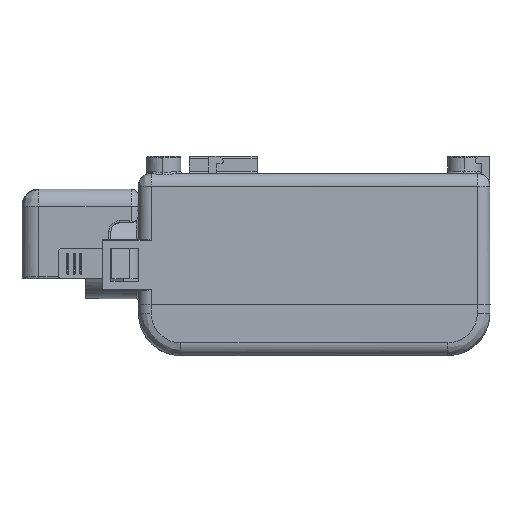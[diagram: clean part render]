
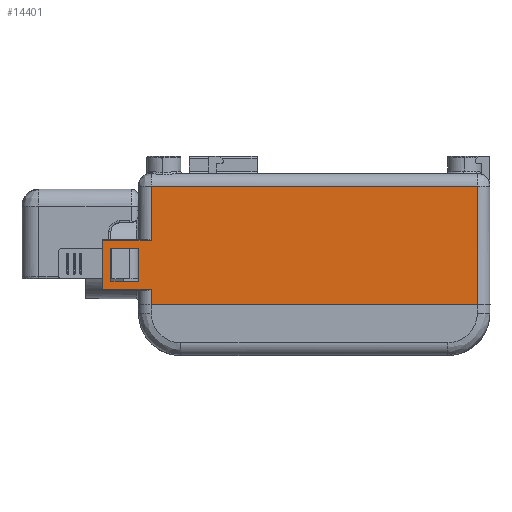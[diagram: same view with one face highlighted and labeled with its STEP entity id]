
A CAD part, left-side view. The second image highlights one B-rep face of the part: STEP entity #14401.
In plain terms, the highlighted planar face has unit normal (1, 0, 0).
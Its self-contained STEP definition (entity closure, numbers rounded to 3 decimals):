
#187 = VERTEX_POINT ( 'NONE', #19398 ) ;
#643 = CARTESIAN_POINT ( 'NONE',  ( -70.429, 39.747, 44.369 ) ) ;
#653 = CARTESIAN_POINT ( 'NONE',  ( -70.429, 42.747, 29.669 ) ) ;
#837 = CARTESIAN_POINT ( 'NONE',  ( -70.429, 6.997, 21.869 ) ) ;
#1136 = CARTESIAN_POINT ( 'NONE',  ( -70.429, 39.747, 16.369 ) ) ;
#1276 = ORIENTED_EDGE ( 'NONE', *, *, #7254, .T. ) ;
#1440 = EDGE_CURVE ( 'NONE', #26294, #23469, #17712, .T. ) ;
#1801 = CARTESIAN_POINT ( 'NONE',  ( -70.429, -37.253, 44.369 ) ) ;
#1866 = DIRECTION ( 'NONE',  ( 1., 0., 0. ) ) ;
#3381 = ORIENTED_EDGE ( 'NONE', *, *, #1440, .T. ) ;
#4072 = CARTESIAN_POINT ( 'NONE',  ( -70.429, 39.747, 35.835 ) ) ;
#4376 = VERTEX_POINT ( 'NONE', #653 ) ;
#4577 = B_SPLINE_CURVE_WITH_KNOTS ( 'NONE', 3,
 ( #6898, #24899, #11390, #6997 ),
 .UNSPECIFIED., .F., .F.,
 ( 4, 4 ),
 ( 0., 1. ),
 .UNSPECIFIED. ) ;
#4916 = CARTESIAN_POINT ( 'NONE',  ( -70.429, 49.247, 30.369 ) ) ;
#5651 = EDGE_CURVE ( 'NONE', #27848, #22589, #6123, .T. ) ;
#6123 = B_SPLINE_CURVE_WITH_KNOTS ( 'NONE', 3,
 ( #28569, #8137, #12652, #10759 ),
 .UNSPECIFIED., .F., .F.,
 ( 4, 4 ),
 ( 0., 1. ),
 .UNSPECIFIED. ) ;
#6284 = CARTESIAN_POINT ( 'NONE',  ( -70.429, -37.253, 44.369 ) ) ;
#6623 = ORIENTED_EDGE ( 'NONE', *, *, #16249, .T. ) ;
#6638 = CARTESIAN_POINT ( 'NONE',  ( -70.429, 51.247, 31.569 ) ) ;
#6681 = EDGE_LOOP ( 'NONE', ( #28084, #23841, #15278, #12681, #8470, #23280, #6623, #3381 ) ) ;
#6873 = LINE ( 'NONE', #7878, #25861 ) ;
#6898 = CARTESIAN_POINT ( 'NONE',  ( -70.429, 51.247, 31.569 ) ) ;
#6997 = CARTESIAN_POINT ( 'NONE',  ( -70.429, 39.747, 31.569 ) ) ;
#7254 = EDGE_CURVE ( 'NONE', #4376, #187, #6873, .T. ) ;
#7615 = EDGE_CURVE ( 'NONE', #17792, #11899, #4577, .T. ) ;
#7828 = LINE ( 'NONE', #4916, #23329 ) ;
#7878 = CARTESIAN_POINT ( 'NONE',  ( -70.429, 6.997, 29.669 ) ) ;
#7885 = VECTOR ( 'NONE', #22631, 1000. ) ;
#8137 = CARTESIAN_POINT ( 'NONE',  ( -70.429, 14.08, 44.369 ) ) ;
#8151 = CARTESIAN_POINT ( 'NONE',  ( -70.429, 39.747, 17.569 ) ) ;
#8382 = B_SPLINE_CURVE_WITH_KNOTS ( 'NONE', 3,
 ( #23800, #4072, #16312, #16817 ),
 .UNSPECIFIED., .F., .F.,
 ( 4, 4 ),
 ( 0., 1. ),
 .UNSPECIFIED. ) ;
#8470 = ORIENTED_EDGE ( 'NONE', *, *, #5651, .T. ) ;
#8570 = CARTESIAN_POINT ( 'NONE',  ( -70.429, 6.997, 30.369 ) ) ;
#8589 = EDGE_CURVE ( 'NONE', #24441, #17792, #20865, .T. ) ;
#8801 = EDGE_CURVE ( 'NONE', #11899, #27848, #8382, .T. ) ;
#8916 = EDGE_CURVE ( 'NONE', #9131, #4376, #19124, .T. ) ;
#9131 = VERTEX_POINT ( 'NONE', #11093 ) ;
#9450 = CARTESIAN_POINT ( 'NONE',  ( -70.429, 6.997, 16.369 ) ) ;
#9836 = DIRECTION ( 'NONE',  ( 0., 1., 0. ) ) ;
#9881 = LINE ( 'NONE', #837, #17316 ) ;
#9977 = VECTOR ( 'NONE', #22468, 1000. ) ;
#10511 = EDGE_CURVE ( 'NONE', #187, #20519, #7828, .T. ) ;
#10759 = CARTESIAN_POINT ( 'NONE',  ( -70.429, -37.253, 44.369 ) ) ;
#10770 = CARTESIAN_POINT ( 'NONE',  ( -70.429, 39.747, 19.969 ) ) ;
#10894 = DIRECTION ( 'NONE',  ( 0., 0., -1. ) ) ;
#11093 = CARTESIAN_POINT ( 'NONE',  ( -70.429, 42.747, 21.869 ) ) ;
#11390 = CARTESIAN_POINT ( 'NONE',  ( -70.429, 43.58, 31.569 ) ) ;
#11899 = VERTEX_POINT ( 'NONE', #20518 ) ;
#12652 = CARTESIAN_POINT ( 'NONE',  ( -70.429, -11.587, 44.369 ) ) ;
#12681 = ORIENTED_EDGE ( 'NONE', *, *, #8801, .T. ) ;
#13290 = B_SPLINE_CURVE_WITH_KNOTS ( 'NONE', 3,
 ( #1801, #15496, #17627, #22277 ),
 .UNSPECIFIED., .F., .F.,
 ( 4, 4 ),
 ( 0., 1. ),
 .UNSPECIFIED. ) ;
#14124 = DIRECTION ( 'NONE',  ( 0., -1., 0. ) ) ;
#14314 = CARTESIAN_POINT ( 'NONE',  ( -70.429, -37.253, 16.369 ) ) ;
#14401 = ADVANCED_FACE ( 'NONE', ( #27199, #16661 ), #15267, .T. ) ;
#14432 = AXIS2_PLACEMENT_3D ( 'NONE', #8570, #1866, #10894 ) ;
#14629 = CARTESIAN_POINT ( 'NONE',  ( -70.429, 39.747, 19.969 ) ) ;
#15267 = PLANE ( 'NONE',  #14432 ) ;
#15278 = ORIENTED_EDGE ( 'NONE', *, *, #7615, .T. ) ;
#15496 = CARTESIAN_POINT ( 'NONE',  ( -70.429, -37.253, 35.035 ) ) ;
#15922 = CARTESIAN_POINT ( 'NONE',  ( -70.429, 39.747, 19.969 ) ) ;
#16204 = CARTESIAN_POINT ( 'NONE',  ( -70.429, 51.247, 19.969 ) ) ;
#16249 = EDGE_CURVE ( 'NONE', #24519, #26294, #18332, .T. ) ;
#16312 = CARTESIAN_POINT ( 'NONE',  ( -70.429, 39.747, 40.102 ) ) ;
#16661 = FACE_OUTER_BOUND ( 'NONE', #6681, .T. ) ;
#16802 = ORIENTED_EDGE ( 'NONE', *, *, #17255, .T. ) ;
#16817 = CARTESIAN_POINT ( 'NONE',  ( -70.429, 39.747, 44.369 ) ) ;
#17255 = EDGE_CURVE ( 'NONE', #20519, #9131, #9881, .T. ) ;
#17289 = CARTESIAN_POINT ( 'NONE',  ( -70.429, 39.747, 16.369 ) ) ;
#17316 = VECTOR ( 'NONE', #14124, 1000. ) ;
#17477 = CARTESIAN_POINT ( 'NONE',  ( -70.429, 47.413, 19.969 ) ) ;
#17627 = CARTESIAN_POINT ( 'NONE',  ( -70.429, -37.253, 25.702 ) ) ;
#17712 = B_SPLINE_CURVE_WITH_KNOTS ( 'NONE', 3,
 ( #17289, #8151, #28076, #14629 ),
 .UNSPECIFIED., .F., .F.,
 ( 4, 4 ),
 ( 0., 1. ),
 .UNSPECIFIED. ) ;
#17792 = VERTEX_POINT ( 'NONE', #6638 ) ;
#17829 = CARTESIAN_POINT ( 'NONE',  ( -70.429, 42.747, 30.369 ) ) ;
#18332 = LINE ( 'NONE', #9450, #27499 ) ;
#18928 = CARTESIAN_POINT ( 'NONE',  ( -70.429, 49.247, 21.869 ) ) ;
#19016 = ORIENTED_EDGE ( 'NONE', *, *, #8916, .T. ) ;
#19124 = LINE ( 'NONE', #17829, #9977 ) ;
#19274 = DIRECTION ( 'NONE',  ( 0., 1., 0. ) ) ;
#19398 = CARTESIAN_POINT ( 'NONE',  ( -70.429, 49.247, 29.669 ) ) ;
#19737 = CARTESIAN_POINT ( 'NONE',  ( -70.429, 51.247, 19.969 ) ) ;
#20518 = CARTESIAN_POINT ( 'NONE',  ( -70.429, 39.747, 31.569 ) ) ;
#20519 = VERTEX_POINT ( 'NONE', #18928 ) ;
#20865 = LINE ( 'NONE', #22723, #7885 ) ;
#21710 = CARTESIAN_POINT ( 'NONE',  ( -70.429, 43.58, 19.969 ) ) ;
#22277 = CARTESIAN_POINT ( 'NONE',  ( -70.429, -37.253, 16.369 ) ) ;
#22468 = DIRECTION ( 'NONE',  ( 0., 0., 1. ) ) ;
#22589 = VERTEX_POINT ( 'NONE', #6284 ) ;
#22631 = DIRECTION ( 'NONE',  ( 0., 0., 1. ) ) ;
#22723 = CARTESIAN_POINT ( 'NONE',  ( -70.429, 51.247, 30.369 ) ) ;
#23126 = DIRECTION ( 'NONE',  ( 0., 0., -1. ) ) ;
#23280 = ORIENTED_EDGE ( 'NONE', *, *, #25521, .T. ) ;
#23329 = VECTOR ( 'NONE', #23126, 1000. ) ;
#23469 = VERTEX_POINT ( 'NONE', #15922 ) ;
#23751 = EDGE_CURVE ( 'NONE', #23469, #24441, #28247, .T. ) ;
#23800 = CARTESIAN_POINT ( 'NONE',  ( -70.429, 39.747, 31.569 ) ) ;
#23841 = ORIENTED_EDGE ( 'NONE', *, *, #8589, .T. ) ;
#24441 = VERTEX_POINT ( 'NONE', #16204 ) ;
#24519 = VERTEX_POINT ( 'NONE', #14314 ) ;
#24899 = CARTESIAN_POINT ( 'NONE',  ( -70.429, 47.413, 31.569 ) ) ;
#25443 = EDGE_LOOP ( 'NONE', ( #16802, #19016, #1276, #29090 ) ) ;
#25521 = EDGE_CURVE ( 'NONE', #22589, #24519, #13290, .T. ) ;
#25861 = VECTOR ( 'NONE', #19274, 1000. ) ;
#26294 = VERTEX_POINT ( 'NONE', #1136 ) ;
#27199 = FACE_BOUND ( 'NONE', #25443, .T. ) ;
#27499 = VECTOR ( 'NONE', #9836, 1000. ) ;
#27848 = VERTEX_POINT ( 'NONE', #643 ) ;
#28076 = CARTESIAN_POINT ( 'NONE',  ( -70.429, 39.747, 18.769 ) ) ;
#28084 = ORIENTED_EDGE ( 'NONE', *, *, #23751, .T. ) ;
#28247 = B_SPLINE_CURVE_WITH_KNOTS ( 'NONE', 3,
 ( #10770, #21710, #17477, #19737 ),
 .UNSPECIFIED., .F., .F.,
 ( 4, 4 ),
 ( 0., 1. ),
 .UNSPECIFIED. ) ;
#28569 = CARTESIAN_POINT ( 'NONE',  ( -70.429, 39.747, 44.369 ) ) ;
#29090 = ORIENTED_EDGE ( 'NONE', *, *, #10511, .T. ) ;
